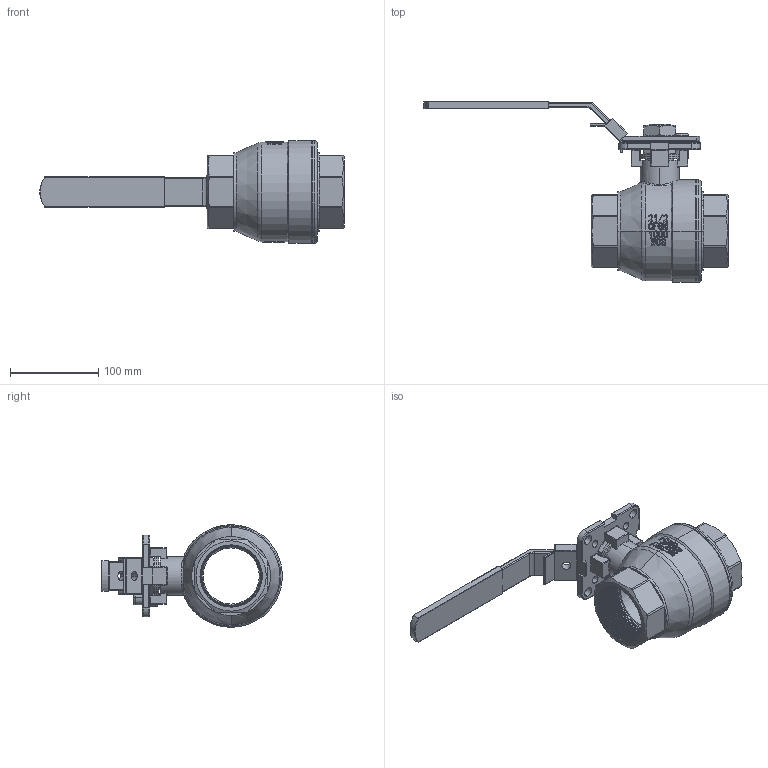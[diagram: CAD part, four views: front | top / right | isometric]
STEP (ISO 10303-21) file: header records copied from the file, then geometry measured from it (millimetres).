
FILE_DESCRIPTION (( 'STEP AP203' ), '1' );
FILE_NAME ('2.5-1000WOG KV-L20 DN65.STEP', '2017-02-11T01:49:42', ( 'XiTongTianDi' ), ( 'XiTongTianDi.Com' ), 'SwSTEP 2.0', 'SolidWorks 2013', '' );
FILE_SCHEMA (( 'CONFIG_CONTROL_DESIGN' ));
Length unit declared in the file: millimetre
Products named in the file (11): 滅侂菜え; 方口垫圈; 忒梟; hex nut gradec_iso_Hexagon Nut ISO - 4034 - M10 - N; 2.5-1000WOG KV-L20  DN65概极; socket head cap screw_iso_ISO 4762 M10 x 20 --- 20N; 概裝; 2.5-1000WOG KV-L20  DN65; 跡鰍; 評倛粟え; hex thin nut chamfered gradeab_iso_Hexagon Thin Nut ISO - 4035 - M24 - N
Assembly tree (12 placements, depth 2):
  2.5-1000WOG KV-L20  DN65
    2.5-1000WOG KV-L20  DN65概极
    概裝
    跡鰍
    評倛粟え  x2
    hex thin nut chamfered gradeab_iso_Hexagon Thin Nut ISO - 4035 - M24 - N  x2
    滅侂菜え
    方口垫圈
    忒梟
    hex nut gradec_iso_Hexagon Nut ISO - 4034 - M10 - N
    socket head cap screw_iso_ISO 4762 M10 x 20 --- 20N
Bounding box: 343.97 x 204.51 x 116 mm (x, y, z)
Volume: 942590.4 mm3; surface area: 213929.3 mm2
Topology: 12 solids, 12 shells, 1244 faces, 3181 edges, 1982 vertices
Faces by surface type: cylinder 503, plane 375, bspline 148, cone 136, torus 63, sphere 19
Entity records: 93833 total; most frequent: CARTESIAN_POINT 65743, ORIENTED_EDGE 6174, DIRECTION 4905, EDGE_CURVE 3087, VERTEX_POINT 1935, AXIS2_PLACEMENT_3D 1794, LINE 1317, VECTOR 1317
